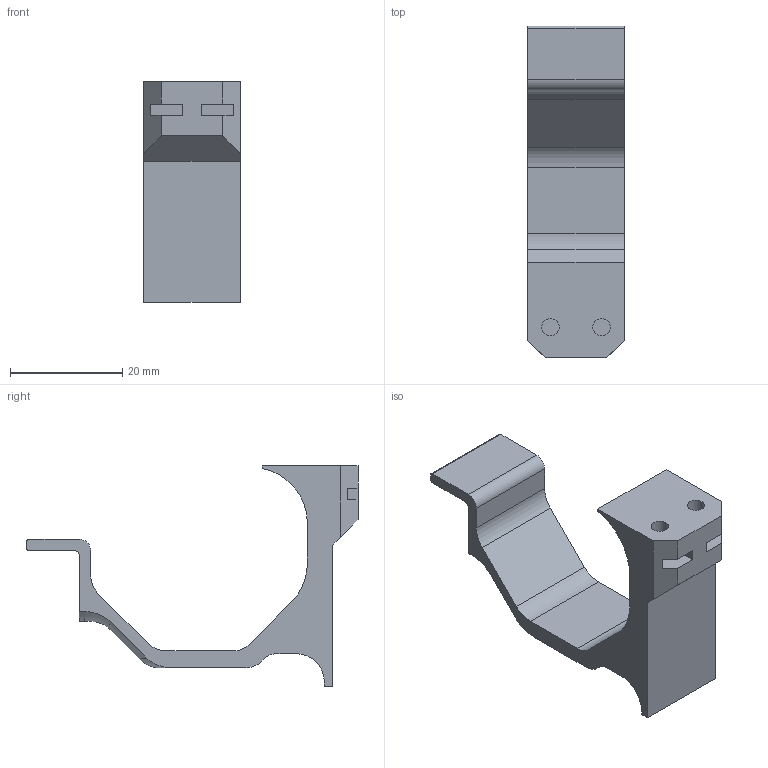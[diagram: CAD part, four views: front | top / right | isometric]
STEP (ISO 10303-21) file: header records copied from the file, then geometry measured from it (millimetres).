
FILE_DESCRIPTION(/* description */ (''),/* implementation_level */ '2;1');
FILE_NAME(/* name */ '22-trigger-guard.step',/* time_stamp */ '2022-04-06T21:23:46+01:00',/* author */ (''),/* organization */ (''),/* preprocessor_version */ 'ST-DEVELOPER v18.1',/* originating_system */ 'Autodesk Translation Framework v10.13.0.1454',/* authorisation */ '');
FILE_SCHEMA (('AUTOMOTIVE_DESIGN { 1 0 10303 214 3 1 1 }'));
Length unit declared in the file: millimetre
Products named in the file (1): 22-trigger-guard
Bounding box: 17.2 x 59.13 x 39.3 mm (x, y, z)
Volume: 7608.6 mm3; surface area: 5096.1 mm2
Topology: 1 solids, 1 shells, 62 faces, 172 edges, 114 vertices
Faces by surface type: plane 36, cylinder 22, bspline 2, torus 2
Full cylindrical faces by diameter (mm): 3.1 x4
Entity records: 2108 total; most frequent: CARTESIAN_POINT 461, ORIENTED_EDGE 344, DIRECTION 322, EDGE_CURVE 172, LINE 116, VECTOR 116, VERTEX_POINT 114, AXIS2_PLACEMENT_3D 103
